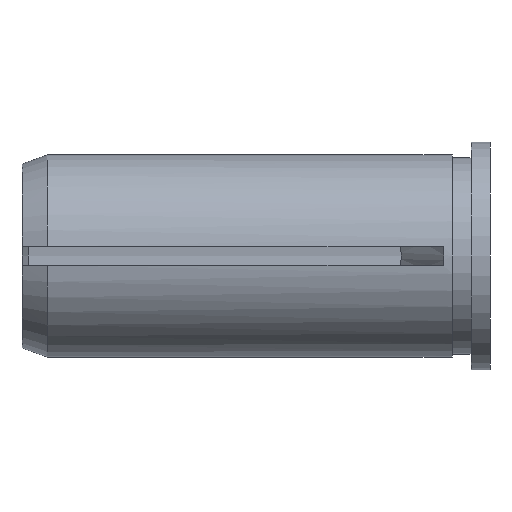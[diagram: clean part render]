
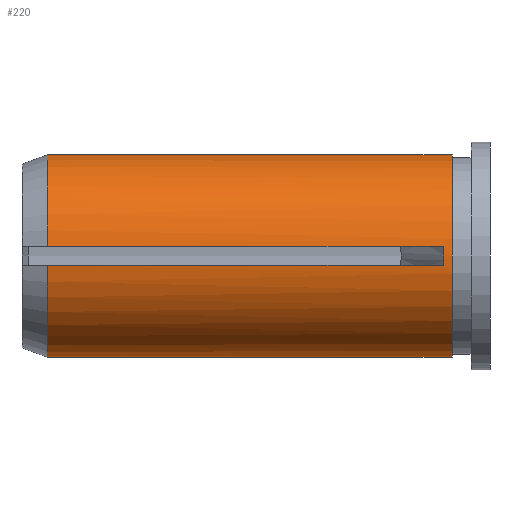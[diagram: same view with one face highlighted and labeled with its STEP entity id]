
A CAD part, front view. The second image highlights one B-rep face of the part: STEP entity #220.
In plain terms, the highlighted cylindrical face has radius 8 mm (diameter 16 mm), a partial arc.
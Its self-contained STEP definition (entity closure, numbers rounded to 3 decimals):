
#1 = VECTOR ( 'NONE', #189, 1000. ) ;
#27 = ORIENTED_EDGE ( 'NONE', *, *, #659, .T. ) ;
#39 = CARTESIAN_POINT ( 'NONE',  ( -3., 0., -8. ) ) ;
#43 = VERTEX_POINT ( 'NONE', #690 ) ;
#44 = ORIENTED_EDGE ( 'NONE', *, *, #60, .F. ) ;
#51 = DIRECTION ( 'NONE',  ( -1., 0., 0. ) ) ;
#60 = EDGE_CURVE ( 'NONE', #285, #702, #325, .T. ) ;
#80 = EDGE_CURVE ( 'NONE', #446, #518, #344, .T. ) ;
#82 = VECTOR ( 'NONE', #504, 1000. ) ;
#88 = ORIENTED_EDGE ( 'NONE', *, *, #467, .T. ) ;
#103 = CARTESIAN_POINT ( 'NONE',  ( -35., 0., -8. ) ) ;
#113 = EDGE_CURVE ( 'NONE', #518, #262, #324, .T. ) ;
#141 = CARTESIAN_POINT ( 'NONE',  ( -38.588, -7.965, -0.75 ) ) ;
#148 = LINE ( 'NONE', #141, #1 ) ;
#157 = CARTESIAN_POINT ( 'NONE',  ( -3.693, -7.965, -0.75 ) ) ;
#160 = DIRECTION ( 'NONE',  ( -1., 0., 0. ) ) ;
#165 = ORIENTED_EDGE ( 'NONE', *, *, #602, .F. ) ;
#171 = AXIS2_PLACEMENT_3D ( 'NONE', #179, #720, #431 ) ;
#179 = CARTESIAN_POINT ( 'NONE',  ( -38.588, 0., 0. ) ) ;
#180 = FACE_OUTER_BOUND ( 'NONE', #588, .T. ) ;
#189 = DIRECTION ( 'NONE',  ( -1., 0., 0. ) ) ;
#203 = AXIS2_PLACEMENT_3D ( 'NONE', #480, #310, #252 ) ;
#212 = CARTESIAN_POINT ( 'NONE',  ( -3.654, -8.012, 0.25 ) ) ;
#220 = ADVANCED_FACE ( 'NONE', ( #180 ), #276, .T. ) ;
#221 = CARTESIAN_POINT ( 'NONE',  ( -3.693, -7.965, 0.75 ) ) ;
#246 = EDGE_CURVE ( 'NONE', #285, #43, #517, .T. ) ;
#252 = DIRECTION ( 'NONE',  ( 0., 0., 1. ) ) ;
#258 = EDGE_CURVE ( 'NONE', #446, #308, #510, .T. ) ;
#262 = VERTEX_POINT ( 'NONE', #359 ) ;
#274 = LINE ( 'NONE', #733, #643 ) ;
#276 = CYLINDRICAL_SURFACE ( 'NONE', #171, 8. ) ;
#285 = VERTEX_POINT ( 'NONE', #39 ) ;
#308 = VERTEX_POINT ( 'NONE', #653 ) ;
#310 = DIRECTION ( 'NONE',  ( -1., 0., 0. ) ) ;
#315 = CARTESIAN_POINT ( 'NONE',  ( -3.693, -7.965, 0.75 ) ) ;
#318 = DIRECTION ( 'NONE',  ( 0., 0., 1. ) ) ;
#324 = CIRCLE ( 'NONE', #570, 8. ) ;
#325 = LINE ( 'NONE', #571, #386 ) ;
#335 = VERTEX_POINT ( 'NONE', #587 ) ;
#344 = LINE ( 'NONE', #530, #82 ) ;
#359 = CARTESIAN_POINT ( 'NONE',  ( -35., 0., 8. ) ) ;
#386 = VECTOR ( 'NONE', #660, 1000. ) ;
#404 = ORIENTED_EDGE ( 'NONE', *, *, #113, .F. ) ;
#431 = DIRECTION ( 'NONE',  ( 0., 0., 1. ) ) ;
#446 = VERTEX_POINT ( 'NONE', #315 ) ;
#464 = CARTESIAN_POINT ( 'NONE',  ( -3.654, -8.012, -0.25 ) ) ;
#467 = EDGE_CURVE ( 'NONE', #43, #262, #274, .T. ) ;
#480 = CARTESIAN_POINT ( 'NONE',  ( -3., 0., 0. ) ) ;
#496 = ORIENTED_EDGE ( 'NONE', *, *, #80, .F. ) ;
#504 = DIRECTION ( 'NONE',  ( -1., 0., 0. ) ) ;
#510 = B_SPLINE_CURVE_WITH_KNOTS ( 'NONE', 3,
 ( #221, #212, #464, #157 ),
 .UNSPECIFIED., .F., .F.,
 ( 4, 4 ),
 ( 0., 0.001 ),
 .UNSPECIFIED. ) ;
#517 = CIRCLE ( 'NONE', #203, 8. ) ;
#518 = VERTEX_POINT ( 'NONE', #632 ) ;
#530 = CARTESIAN_POINT ( 'NONE',  ( -38.588, -7.965, 0.75 ) ) ;
#543 = ORIENTED_EDGE ( 'NONE', *, *, #246, .T. ) ;
#570 = AXIS2_PLACEMENT_3D ( 'NONE', #686, #688, #318 ) ;
#571 = CARTESIAN_POINT ( 'NONE',  ( -38.588, 0., -8. ) ) ;
#574 = CIRCLE ( 'NONE', #700, 8. ) ;
#587 = CARTESIAN_POINT ( 'NONE',  ( -35., -7.965, -0.75 ) ) ;
#588 = EDGE_LOOP ( 'NONE', ( #44, #543, #88, #404, #496, #664, #27, #165 ) ) ;
#602 = EDGE_CURVE ( 'NONE', #702, #335, #574, .T. ) ;
#621 = DIRECTION ( 'NONE',  ( 0., 0., 1. ) ) ;
#632 = CARTESIAN_POINT ( 'NONE',  ( -35., -7.965, 0.75 ) ) ;
#643 = VECTOR ( 'NONE', #51, 1000. ) ;
#653 = CARTESIAN_POINT ( 'NONE',  ( -3.693, -7.965, -0.75 ) ) ;
#659 = EDGE_CURVE ( 'NONE', #308, #335, #148, .T. ) ;
#660 = DIRECTION ( 'NONE',  ( -1., 0., 0. ) ) ;
#664 = ORIENTED_EDGE ( 'NONE', *, *, #258, .T. ) ;
#686 = CARTESIAN_POINT ( 'NONE',  ( -35., 0., 0. ) ) ;
#688 = DIRECTION ( 'NONE',  ( -1., 0., 0. ) ) ;
#690 = CARTESIAN_POINT ( 'NONE',  ( -3., 0., 8. ) ) ;
#700 = AXIS2_PLACEMENT_3D ( 'NONE', #740, #160, #621 ) ;
#702 = VERTEX_POINT ( 'NONE', #103 ) ;
#720 = DIRECTION ( 'NONE',  ( -1., 0., 0. ) ) ;
#733 = CARTESIAN_POINT ( 'NONE',  ( -38.588, 0., 8. ) ) ;
#740 = CARTESIAN_POINT ( 'NONE',  ( -35., 0., 0. ) ) ;
